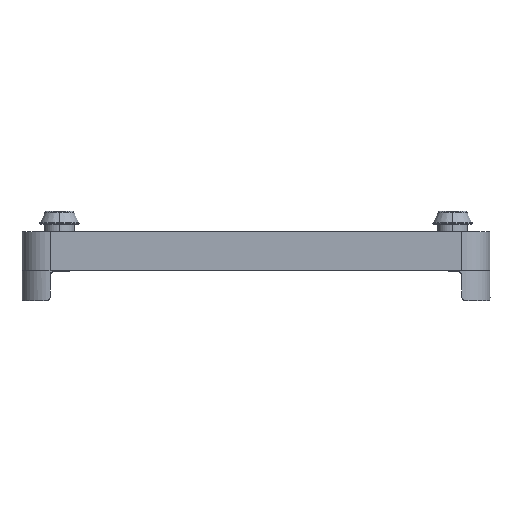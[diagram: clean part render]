
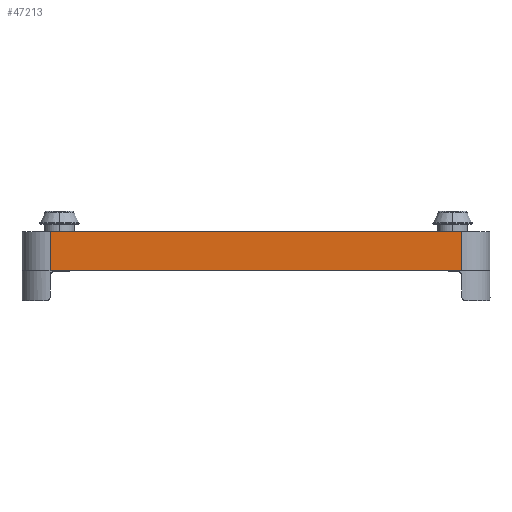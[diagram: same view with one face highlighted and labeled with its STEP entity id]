
A CAD part, left-side view. The second image highlights one B-rep face of the part: STEP entity #47213.
In plain terms, the highlighted planar face has unit normal (-1, 0, 0).
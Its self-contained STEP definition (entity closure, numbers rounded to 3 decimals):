
#1671=CARTESIAN_POINT('',(-62.5,54.961,-2.0));
#1672=VERTEX_POINT('',#1671);
#5368=CARTESIAN_POINT('',(-62.5,-54.961,-2.0));
#5369=VERTEX_POINT('',#5368);
#5377=CARTESIAN_POINT('',(-62.5,-54.961,-2.0));
#5378=DIRECTION('',(0.0,1.0,0.0));
#5379=VECTOR('',#5378,109.923);
#5380=LINE('',#5377,#5379);
#5381=EDGE_CURVE('',#5369,#1672,#5380,.T.);
#45787=CARTESIAN_POINT('',(-62.5,-55.,-2.0));
#45788=VERTEX_POINT('',#45787);
#45796=CARTESIAN_POINT('',(-62.5,-55.,-2.0));
#45797=DIRECTION('',(0.,1.0,0.0));
#45798=VECTOR('',#45797,0.039);
#45799=LINE('',#45796,#45798);
#45800=EDGE_CURVE('',#45788,#5369,#45799,.T.);
#45818=CARTESIAN_POINT('',(-62.5,55.0,-2.0));
#45819=VERTEX_POINT('',#45818);
#45837=CARTESIAN_POINT('',(-62.5,54.961,-2.0));
#45838=DIRECTION('',(0.,1.0,0.0));
#45839=VECTOR('',#45838,0.039);
#45840=LINE('',#45837,#45839);
#45841=EDGE_CURVE('',#1672,#45819,#45840,.T.);
#47181=CARTESIAN_POINT('',(-62.5,-55.,-2.0));
#47182=DIRECTION('',(-1.0,0.0,0.0));
#47183=DIRECTION('',(0.0,0.0,1.0));
#47184=AXIS2_PLACEMENT_3D('',#47181,#47182,#47183);
#47185=PLANE('',#47184);
#47186=CARTESIAN_POINT('',(-62.5,-55.,8.5));
#47187=VERTEX_POINT('',#47186);
#47188=CARTESIAN_POINT('',(-62.5,-55.,-2.0));
#47189=DIRECTION('',(0.0,0.0,1.0));
#47190=VECTOR('',#47189,10.5);
#47191=LINE('',#47188,#47190);
#47192=EDGE_CURVE('',#45788,#47187,#47191,.T.);
#47193=ORIENTED_EDGE('',*,*,#47192,.T.);
#47194=CARTESIAN_POINT('',(-62.5,55.0,8.5));
#47195=VERTEX_POINT('',#47194);
#47196=CARTESIAN_POINT('',(-62.5,-55.,8.5));
#47197=DIRECTION('',(0.0,1.0,0.0));
#47198=VECTOR('',#47197,110.);
#47199=LINE('',#47196,#47198);
#47200=EDGE_CURVE('',#47187,#47195,#47199,.T.);
#47201=ORIENTED_EDGE('',*,*,#47200,.T.);
#47202=CARTESIAN_POINT('',(-62.5,55.0,-2.0));
#47203=DIRECTION('',(0.0,0.0,1.0));
#47204=VECTOR('',#47203,10.5);
#47205=LINE('',#47202,#47204);
#47206=EDGE_CURVE('',#45819,#47195,#47205,.T.);
#47207=ORIENTED_EDGE('',*,*,#47206,.F.);
#47208=ORIENTED_EDGE('',*,*,#45841,.F.);
#47209=ORIENTED_EDGE('',*,*,#5381,.F.);
#47210=ORIENTED_EDGE('',*,*,#45800,.F.);
#47211=EDGE_LOOP('',(#47193,#47201,#47207,#47208,#47209,#47210));
#47212=FACE_OUTER_BOUND('',#47211,.T.);
#47213=ADVANCED_FACE('',(#47212),#47185,.T.);
